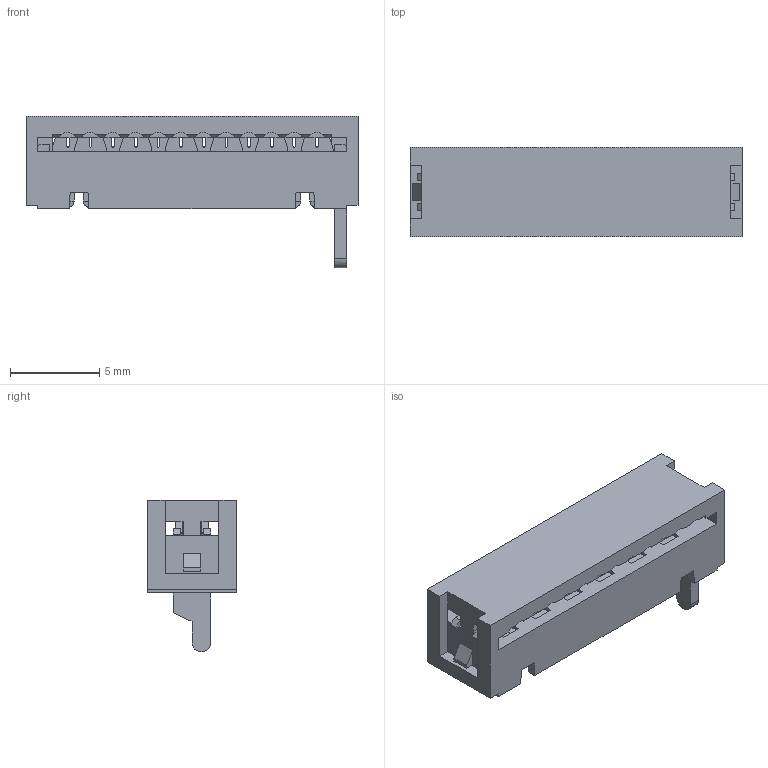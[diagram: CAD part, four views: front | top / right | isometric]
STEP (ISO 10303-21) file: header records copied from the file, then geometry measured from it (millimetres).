
FILE_DESCRIPTION( ('This file contains a STEP AP42 implementation' ,'as created by ZW3D STEP Interface translator.') ,'2;1' );
FILE_NAME( '3900-12MISNANT02.stp' ,'231211.172647', (''), ('ZWCAD Software Co.'), 'Version 1.0', 'ZW3D to STEP translator', '' );
FILE_SCHEMA(('AUTOMOTIVE_DESIGN { 1 0 10303 214 1 1 1 1 }'));
Length unit declared in the file: millimetre
Products named in the file (2): 0; 3900-12MISNANT02
Bounding box: 18.61 x 5 x 8.5 mm (x, y, z)
Volume: 290.6 mm3; surface area: 781.9 mm2
Topology: 1 solids, 1 shells, 572 faces, 1628 edges, 1063 vertices
Faces by surface type: plane 451, cylinder 96, bspline 25
Entity records: 19340 total; most frequent: CARTESIAN_POINT 3992, ORIENTED_EDGE 3256, DIRECTION 2772, EDGE_CURVE 1628, VECTOR 1338, LINE 1338, VERTEX_POINT 1063, AXIS2_PLACEMENT_3D 717
